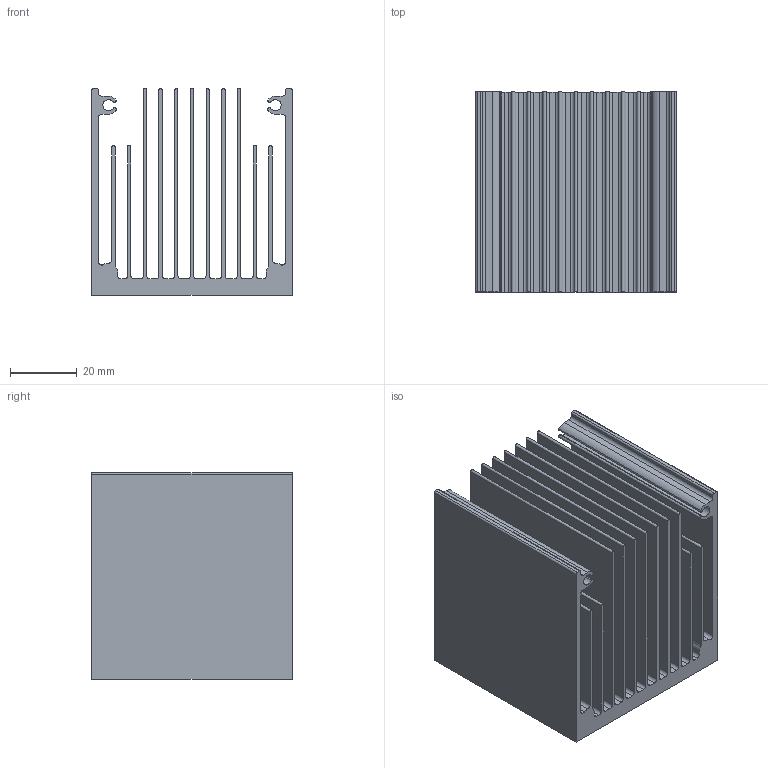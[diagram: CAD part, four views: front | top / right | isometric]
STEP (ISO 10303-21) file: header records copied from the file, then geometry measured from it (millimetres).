
FILE_DESCRIPTION(/* description */ (''),/* implementation_level */ '2;1');
FILE_NAME(/* name */ 'GT heatsink.step',/* time_stamp */ '2025-06-19T09:43:01-04:00',/* author */ (''),/* organization */ (''),/* preprocessor_version */ 'ST-DEVELOPER v20.1',/* originating_system */ 'Autodesk Translation Framework v14.10.0.0',/* authorisation */ '');
FILE_SCHEMA (('AUTOMOTIVE_DESIGN { 1 0 10303 214 3 1 1 }'));
Length unit declared in the file: millimetre
Products named in the file (2): extrusion heatsink v2; Component21
Assembly tree (1 placements, depth 2):
  extrusion heatsink v2
    Component21
Bounding box: 60 x 60 x 62 mm (x, y, z)
Volume: 69901.3 mm3; surface area: 90834.5 mm2
Topology: 1 solids, 1 shells, 112 faces, 330 edges, 220 vertices
Faces by surface type: cylinder 63, plane 49
Entity records: 3833 total; most frequent: DIRECTION 686, CARTESIAN_POINT 665, ORIENTED_EDGE 660, EDGE_CURVE 330, AXIS2_PLACEMENT_3D 241, VERTEX_POINT 220, LINE 204, VECTOR 204
